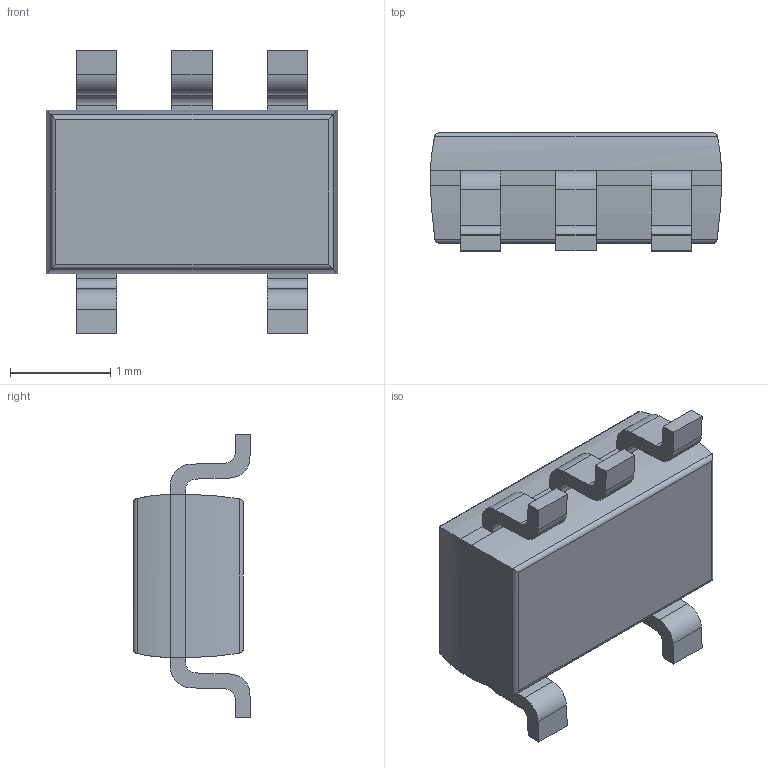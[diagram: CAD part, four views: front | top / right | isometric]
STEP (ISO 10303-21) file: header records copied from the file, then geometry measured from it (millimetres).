
FILE_DESCRIPTION(/* description */ (''),/* implementation_level */ '2;1');
FILE_NAME(/* name */ 'SOT-23_5pins.stp',/* time_stamp */ '2017-09-15T11:28:55+03:00',/* author */ ('Oleh Se'),/* organization */ (''),/* preprocessor_version */ 'ST-DEVELOPER v15.6',/* originating_system */ 'Autodesk Inventor 2015',/* authorisation */ '');
FILE_SCHEMA (('AUTOMOTIVE_DESIGN { 1 0 10303 214 3 1 1 }'));
Length unit declared in the file: millimetre
Products named in the file (1): SOT-23_5pins
Bounding box: 2.9 x 1.18 x 2.83 mm (x, y, z)
Volume: 5.4 mm3; surface area: 24.3 mm2
Topology: 1 solids, 1 shells, 102 faces, 265 edges, 166 vertices
Faces by surface type: plane 65, cylinder 37
Full cylindrical faces by diameter (mm): 0.2 x1
Entity records: 3231 total; most frequent: CARTESIAN_POINT 581, ORIENTED_EDGE 528, DIRECTION 514, EDGE_CURVE 264, LINE 188, VECTOR 188, VERTEX_POINT 166, AXIS2_PLACEMENT_3D 163
